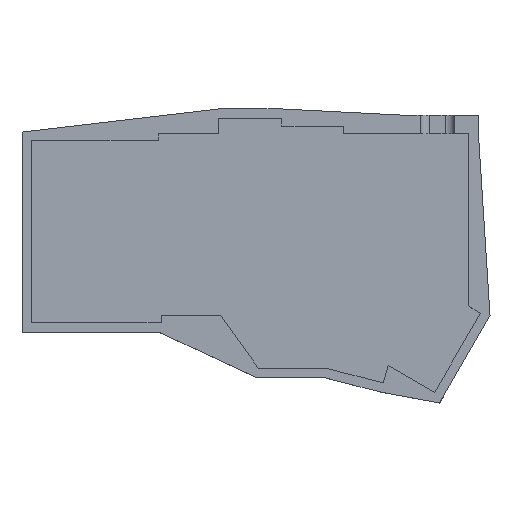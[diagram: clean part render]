
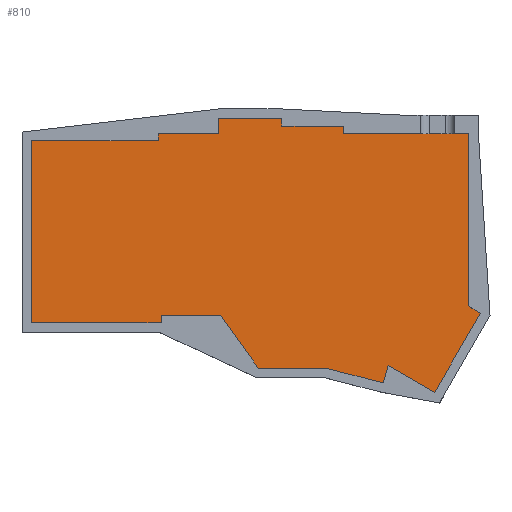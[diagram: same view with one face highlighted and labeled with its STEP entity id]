
A CAD part, top view. The second image highlights one B-rep face of the part: STEP entity #810.
In plain terms, the highlighted planar face has unit normal (0, 0, 1).
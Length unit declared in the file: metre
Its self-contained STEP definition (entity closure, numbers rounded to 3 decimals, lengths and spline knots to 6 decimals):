
#213=ORIENTED_EDGE('',*,*,#320,.F.);
#214=ORIENTED_EDGE('',*,*,#323,.F.);
#215=ORIENTED_EDGE('',*,*,#325,.F.);
#216=ORIENTED_EDGE('',*,*,#327,.F.);
#217=ORIENTED_EDGE('',*,*,#329,.F.);
#218=ORIENTED_EDGE('',*,*,#331,.F.);
#219=ORIENTED_EDGE('',*,*,#333,.F.);
#220=ORIENTED_EDGE('',*,*,#335,.F.);
#221=ORIENTED_EDGE('',*,*,#337,.F.);
#222=ORIENTED_EDGE('',*,*,#339,.F.);
#223=ORIENTED_EDGE('',*,*,#341,.F.);
#224=ORIENTED_EDGE('',*,*,#343,.F.);
#225=ORIENTED_EDGE('',*,*,#345,.F.);
#226=ORIENTED_EDGE('',*,*,#347,.F.);
#227=ORIENTED_EDGE('',*,*,#349,.F.);
#228=ORIENTED_EDGE('',*,*,#351,.F.);
#229=ORIENTED_EDGE('',*,*,#353,.F.);
#230=ORIENTED_EDGE('',*,*,#355,.F.);
#231=ORIENTED_EDGE('',*,*,#356,.F.);
#232=ORIENTED_EDGE('',*,*,#288,.F.);
#233=ORIENTED_EDGE('',*,*,#357,.F.);
#288=EDGE_CURVE('',#400,#401,#476,.T.);
#320=EDGE_CURVE('',#417,#418,#506,.T.);
#323=EDGE_CURVE('',#419,#417,#509,.T.);
#325=EDGE_CURVE('',#420,#419,#511,.T.);
#327=EDGE_CURVE('',#421,#420,#513,.T.);
#329=EDGE_CURVE('',#422,#421,#515,.T.);
#331=EDGE_CURVE('',#423,#422,#517,.T.);
#333=EDGE_CURVE('',#424,#423,#519,.T.);
#335=EDGE_CURVE('',#425,#424,#521,.T.);
#337=EDGE_CURVE('',#426,#425,#523,.T.);
#339=EDGE_CURVE('',#427,#426,#525,.T.);
#341=EDGE_CURVE('',#428,#427,#527,.T.);
#343=EDGE_CURVE('',#429,#428,#529,.T.);
#345=EDGE_CURVE('',#430,#429,#531,.T.);
#347=EDGE_CURVE('',#431,#430,#533,.T.);
#349=EDGE_CURVE('',#432,#431,#535,.T.);
#351=EDGE_CURVE('',#433,#432,#537,.T.);
#353=EDGE_CURVE('',#434,#433,#539,.T.);
#355=EDGE_CURVE('',#435,#434,#541,.T.);
#356=EDGE_CURVE('',#401,#435,#542,.T.);
#357=EDGE_CURVE('',#418,#400,#543,.T.);
#400=VERTEX_POINT('',#1156);
#401=VERTEX_POINT('',#1158);
#417=VERTEX_POINT('',#1220);
#418=VERTEX_POINT('',#1222);
#419=VERTEX_POINT('',#1226);
#420=VERTEX_POINT('',#1230);
#421=VERTEX_POINT('',#1234);
#422=VERTEX_POINT('',#1238);
#423=VERTEX_POINT('',#1242);
#424=VERTEX_POINT('',#1246);
#425=VERTEX_POINT('',#1250);
#426=VERTEX_POINT('',#1254);
#427=VERTEX_POINT('',#1258);
#428=VERTEX_POINT('',#1262);
#429=VERTEX_POINT('',#1266);
#430=VERTEX_POINT('',#1270);
#431=VERTEX_POINT('',#1274);
#432=VERTEX_POINT('',#1278);
#433=VERTEX_POINT('',#1282);
#434=VERTEX_POINT('',#1286);
#435=VERTEX_POINT('',#1290);
#476=LINE('',#1157,#586);
#506=LINE('',#1221,#616);
#509=LINE('',#1227,#619);
#511=LINE('',#1231,#621);
#513=LINE('',#1235,#623);
#515=LINE('',#1239,#625);
#517=LINE('',#1243,#627);
#519=LINE('',#1247,#629);
#521=LINE('',#1251,#631);
#523=LINE('',#1255,#633);
#525=LINE('',#1259,#635);
#527=LINE('',#1263,#637);
#529=LINE('',#1267,#639);
#531=LINE('',#1271,#641);
#533=LINE('',#1275,#643);
#535=LINE('',#1279,#645);
#537=LINE('',#1283,#647);
#539=LINE('',#1287,#649);
#541=LINE('',#1291,#651);
#542=LINE('',#1293,#652);
#543=LINE('',#1295,#653);
#586=VECTOR('',#921,1.);
#616=VECTOR('',#985,1.);
#619=VECTOR('',#990,1.);
#621=VECTOR('',#994,1.);
#623=VECTOR('',#998,1.);
#625=VECTOR('',#1002,1.);
#627=VECTOR('',#1006,1.);
#629=VECTOR('',#1010,1.);
#631=VECTOR('',#1014,1.);
#633=VECTOR('',#1018,1.);
#635=VECTOR('',#1022,1.);
#637=VECTOR('',#1026,1.);
#639=VECTOR('',#1030,1.);
#641=VECTOR('',#1034,1.);
#643=VECTOR('',#1038,1.);
#645=VECTOR('',#1042,1.);
#647=VECTOR('',#1046,1.);
#649=VECTOR('',#1050,1.);
#651=VECTOR('',#1054,1.);
#652=VECTOR('',#1057,1.);
#653=VECTOR('',#1060,1.);
#692=EDGE_LOOP('',(#213,#214,#215,#216,#217,#218,#219,#220,#221,#222,#223,
#224,#225,#226,#227,#228,#229,#230,#231,#232,#233));
#732=FACE_BOUND('',#692,.T.);
#772=PLANE('',#867);
#810=ADVANCED_FACE('',(#732),#772,.T.);
#867=AXIS2_PLACEMENT_3D('',#1296,#1061,#1062);
#921=DIRECTION('',(1.,0.,0.));
#985=DIRECTION('',(1.,0.,0.));
#990=DIRECTION('',(0.,-1.,0.));
#994=DIRECTION('',(1.,0.,0.));
#998=DIRECTION('',(0.,1.,0.));
#1002=DIRECTION('',(1.,0.,0.));
#1006=DIRECTION('',(0.,1.,0.));
#1010=DIRECTION('',(1.,0.,0.));
#1014=DIRECTION('',(0.,1.,0.));
#1018=DIRECTION('',(-1.,-0.004,0.));
#1022=DIRECTION('',(-0.022,-1.,0.));
#1026=DIRECTION('',(-1.,0.001,0.));
#1030=DIRECTION('',(-0.58,0.815,0.));
#1034=DIRECTION('',(-1.,0.,0.));
#1038=DIRECTION('',(-0.969,0.248,0.));
#1042=DIRECTION('',(-0.268,-0.963,0.));
#1046=DIRECTION('',(-0.867,0.499,0.));
#1050=DIRECTION('',(-0.5,-0.866,0.));
#1054=DIRECTION('',(0.84,-0.543,0.));
#1057=DIRECTION('',(0.,-1.,0.));
#1060=DIRECTION('',(0.,-1.,0.));
#1061=DIRECTION('',(0.,0.,1.));
#1062=DIRECTION('',(1.,0.,0.));
#1156=CARTESIAN_POINT('',(0.021981,0.036527,-0.00299));
#1157=CARTESIAN_POINT('',(0.021981,0.036527,-0.00299));
#1158=CARTESIAN_POINT('',(0.061411,0.036527,-0.00299));
#1220=CARTESIAN_POINT('',(0.002783,0.038902,-0.00299));
#1221=CARTESIAN_POINT('',(0.002783,0.038902,-0.00299));
#1222=CARTESIAN_POINT('',(0.021981,0.038902,-0.00299));
#1226=CARTESIAN_POINT('',(0.002783,0.041277,-0.00299));
#1227=CARTESIAN_POINT('',(0.002783,0.041277,-0.00299));
#1230=CARTESIAN_POINT('',(-0.017004,0.041277,-0.00299));
#1231=CARTESIAN_POINT('',(-0.017004,0.041277,-0.00299));
#1234=CARTESIAN_POINT('',(-0.017004,0.036527,-0.00299));
#1235=CARTESIAN_POINT('',(-0.017004,0.036527,-0.00299));
#1238=CARTESIAN_POINT('',(-0.036024,0.036527,-0.00299));
#1239=CARTESIAN_POINT('',(0.021981,0.036527,-0.00299));
#1242=CARTESIAN_POINT('',(-0.036024,0.034382,-0.00299));
#1243=CARTESIAN_POINT('',(-0.036024,0.034382,-0.00299));
#1246=CARTESIAN_POINT('',(-0.075774,0.034382,-0.00299));
#1247=CARTESIAN_POINT('',(-0.075774,0.034382,-0.00299));
#1250=CARTESIAN_POINT('',(-0.075774,-0.022848,-0.00299));
#1251=CARTESIAN_POINT('',(-0.075774,-0.022848,-0.00299));
#1254=CARTESIAN_POINT('',(-0.03515,-0.022705,-0.00299));
#1255=CARTESIAN_POINT('',(-0.03515,-0.022705,-0.00299));
#1258=CARTESIAN_POINT('',(-0.0351,-0.020385,-0.00299));
#1259=CARTESIAN_POINT('',(-0.0351,-0.020385,-0.00299));
#1262=CARTESIAN_POINT('',(-0.01647,-0.020405,-0.00299));
#1263=CARTESIAN_POINT('',(-0.01647,-0.020405,-0.00299));
#1266=CARTESIAN_POINT('',(-0.004638,-0.037028,-0.00299));
#1267=CARTESIAN_POINT('',(-0.004638,-0.037028,-0.00299));
#1270=CARTESIAN_POINT('',(0.016482,-0.037028,-0.00299));
#1271=CARTESIAN_POINT('',(0.016482,-0.037028,-0.00299));
#1274=CARTESIAN_POINT('',(0.034595,-0.041665,-0.00299));
#1275=CARTESIAN_POINT('',(0.034595,-0.041665,-0.00299));
#1278=CARTESIAN_POINT('',(0.036108,-0.03623,-0.00299));
#1279=CARTESIAN_POINT('',(0.036108,-0.03623,-0.00299));
#1282=CARTESIAN_POINT('',(0.050692,-0.044629,-0.00299));
#1283=CARTESIAN_POINT('',(0.050692,-0.044629,-0.00299));
#1286=CARTESIAN_POINT('',(0.065,-0.019855,-0.00299));
#1287=CARTESIAN_POINT('',(0.065,-0.019855,-0.00299));
#1290=CARTESIAN_POINT('',(0.0614,-0.017525,-0.00299));
#1291=CARTESIAN_POINT('',(0.0614,-0.017525,-0.00299));
#1293=CARTESIAN_POINT('',(0.061411,0.036527,-0.00299));
#1295=CARTESIAN_POINT('',(0.021981,0.038902,-0.00299));
#1296=CARTESIAN_POINT('',(-0.005387,-0.001676,-0.00299));
